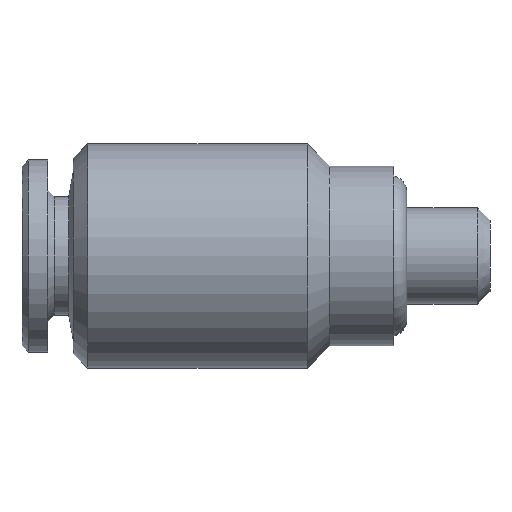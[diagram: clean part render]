
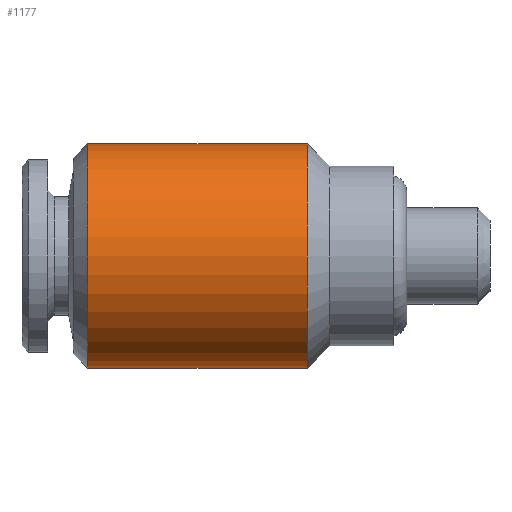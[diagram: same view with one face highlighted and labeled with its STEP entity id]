
A CAD part, left-side view. The second image highlights one B-rep face of the part: STEP entity #1177.
In plain terms, the highlighted cylindrical face has radius 3.5 mm (diameter 7 mm), a partial arc.
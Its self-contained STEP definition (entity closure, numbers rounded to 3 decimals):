
#80 = FACE_OUTER_BOUND ( 'NONE', #1154, .T. ) ;
#87 = CARTESIAN_POINT ( 'NONE',  ( 0., 12.55, 0. ) ) ;
#89 = DIRECTION ( 'NONE',  ( 0., 0., -1. ) ) ;
#90 = DIRECTION ( 'NONE',  ( 0., -1., 0. ) ) ;
#93 = CIRCLE ( 'NONE', #95, 3.5 ) ;
#95 = AXIS2_PLACEMENT_3D ( 'NONE', #87, #90, #89 ) ;
#108 = CARTESIAN_POINT ( 'NONE',  ( 0., 5.7, 0. ) ) ;
#109 = AXIS2_PLACEMENT_3D ( 'NONE', #108, #122, #121 ) ;
#110 = CIRCLE ( 'NONE', #109, 3.5 ) ;
#121 = DIRECTION ( 'NONE',  ( 0., 0., -1. ) ) ;
#122 = DIRECTION ( 'NONE',  ( 0., -1., 0. ) ) ;
#231 = CARTESIAN_POINT ( 'NONE',  ( 0., 12.55, 3.5 ) ) ;
#252 = CARTESIAN_POINT ( 'NONE',  ( 0., 12.55, -3.5 ) ) ;
#255 = CARTESIAN_POINT ( 'NONE',  ( 0., 5.7, 3.5 ) ) ;
#256 = CARTESIAN_POINT ( 'NONE',  ( 0., 5.7, -3.5 ) ) ;
#265 = DIRECTION ( 'NONE',  ( 0., -1., 0. ) ) ;
#270 = VECTOR ( 'NONE', #265, 1000. ) ;
#271 = CARTESIAN_POINT ( 'NONE',  ( 0., -1.551, -3.5 ) ) ;
#272 = LINE ( 'NONE', #271, #294 ) ;
#279 = CARTESIAN_POINT ( 'NONE',  ( 0., -1.551, 3.5 ) ) ;
#280 = LINE ( 'NONE', #279, #270 ) ;
#281 = DIRECTION ( 'NONE',  ( 0., -1., 0. ) ) ;
#294 = VECTOR ( 'NONE', #281, 1000. ) ;
#1154 = EDGE_LOOP ( 'NONE', ( #1207, #1160, #1159, #1208 ) ) ;
#1159 = ORIENTED_EDGE ( 'NONE', *, *, #1278, .T. ) ;
#1160 = ORIENTED_EDGE ( 'NONE', *, *, #1174, .T. ) ;
#1174 = EDGE_CURVE ( 'NONE', #1271, #1266, #93, .T. ) ;
#1177 = ADVANCED_FACE ( 'NONE', ( #80 ), #1403, .T. ) ;
#1190 = EDGE_CURVE ( 'NONE', #1269, #1268, #110, .T. ) ;
#1207 = ORIENTED_EDGE ( 'NONE', *, *, #1276, .F. ) ;
#1208 = ORIENTED_EDGE ( 'NONE', *, *, #1190, .F. ) ;
#1266 = VERTEX_POINT ( 'NONE', #252 ) ;
#1268 = VERTEX_POINT ( 'NONE', #256 ) ;
#1269 = VERTEX_POINT ( 'NONE', #255 ) ;
#1271 = VERTEX_POINT ( 'NONE', #231 ) ;
#1276 = EDGE_CURVE ( 'NONE', #1271, #1269, #280, .T. ) ;
#1278 = EDGE_CURVE ( 'NONE', #1266, #1268, #272, .T. ) ;
#1379 = AXIS2_PLACEMENT_3D ( 'NONE', #1405, #1404, #1401 ) ;
#1401 = DIRECTION ( 'NONE',  ( 0., 0., -1. ) ) ;
#1403 = CYLINDRICAL_SURFACE ( 'NONE', #1379, 3.5 ) ;
#1404 = DIRECTION ( 'NONE',  ( 0., -1., 0. ) ) ;
#1405 = CARTESIAN_POINT ( 'NONE',  ( 0., -1.551, 0. ) ) ;
